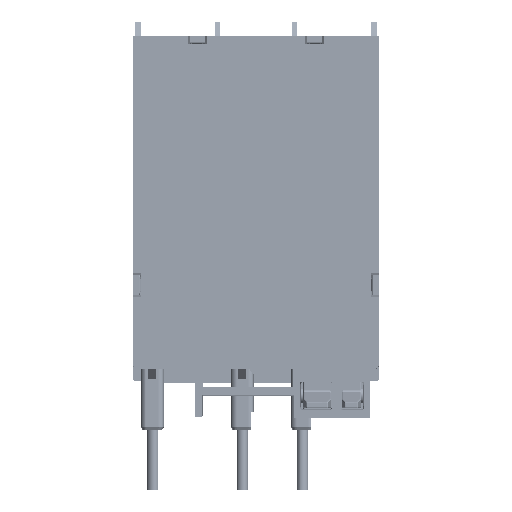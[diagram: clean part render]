
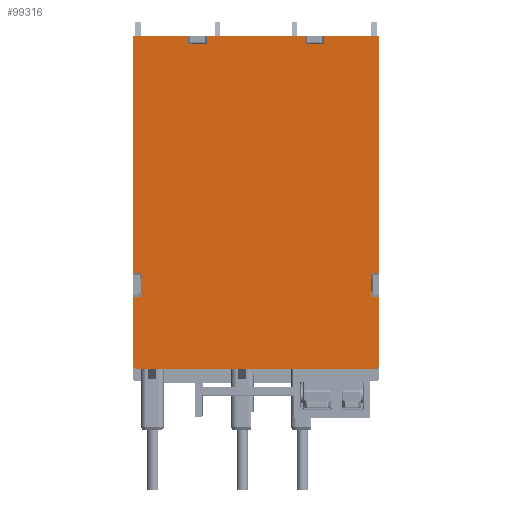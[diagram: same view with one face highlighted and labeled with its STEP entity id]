
A CAD part, front view. The second image highlights one B-rep face of the part: STEP entity #99316.
In plain terms, the highlighted planar face has unit normal (0, -1, 0).
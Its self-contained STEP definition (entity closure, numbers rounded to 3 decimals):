
#90661=DIRECTION('',(1.,0.,0.));
#90662=VECTOR('',#90661,1.461);
#90663=CARTESIAN_POINT('',(-22.361,-1.3,-36.095));
#90664=LINE('',#90663,#90662);
#90665=DIRECTION('',(0.,0.,-1.));
#90666=VECTOR('',#90665,4.39);
#90667=CARTESIAN_POINT('',(-20.9,-1.3,-31.705));
#90668=LINE('',#90667,#90666);
#90669=DIRECTION('',(1.,0.,0.));
#90670=VECTOR('',#90669,1.461);
#90671=CARTESIAN_POINT('',(-22.361,-1.3,-31.705));
#90672=LINE('',#90671,#90670);
#90673=DIRECTION('',(0.,0.,1.));
#90674=VECTOR('',#90673,43.305);
#90675=CARTESIAN_POINT('',(-22.361,-1.3,-31.705));
#90676=LINE('',#90675,#90674);
#90677=DIRECTION('',(1.,0.,0.));
#90678=VECTOR('',#90677,9.957);
#90679=CARTESIAN_POINT('',(-22.361,-1.3,11.6));
#90680=LINE('',#90679,#90678);
#90681=DIRECTION('',(0.,0.,-1.));
#90682=VECTOR('',#90681,1.5);
#90683=CARTESIAN_POINT('',(-12.404,-1.3,11.6));
#90684=LINE('',#90683,#90682);
#90685=DIRECTION('',(-1.,0.,0.));
#90686=VECTOR('',#90685,3.407);
#90687=CARTESIAN_POINT('',(-8.996,-1.3,10.1));
#90688=LINE('',#90687,#90686);
#90689=DIRECTION('',(0.,0.,-1.));
#90690=VECTOR('',#90689,1.5);
#90691=CARTESIAN_POINT('',(-8.996,-1.3,11.6));
#90692=LINE('',#90691,#90690);
#90693=DIRECTION('',(1.,0.,0.));
#90694=VECTOR('',#90693,17.993);
#90695=CARTESIAN_POINT('',(-8.996,-1.3,11.6));
#90696=LINE('',#90695,#90694);
#90697=DIRECTION('',(0.,0.,-1.));
#90698=VECTOR('',#90697,1.5);
#90699=CARTESIAN_POINT('',(8.996,-1.3,11.6));
#90700=LINE('',#90699,#90698);
#90701=DIRECTION('',(-1.,0.,0.));
#90702=VECTOR('',#90701,3.407);
#90703=CARTESIAN_POINT('',(12.404,-1.3,10.1));
#90704=LINE('',#90703,#90702);
#90705=DIRECTION('',(0.,0.,-1.));
#90706=VECTOR('',#90705,1.5);
#90707=CARTESIAN_POINT('',(12.404,-1.3,11.6));
#90708=LINE('',#90707,#90706);
#90709=DIRECTION('',(1.,0.,0.));
#90710=VECTOR('',#90709,9.957);
#90711=CARTESIAN_POINT('',(12.404,-1.3,11.6));
#90712=LINE('',#90711,#90710);
#90713=DIRECTION('',(0.,0.,-1.));
#90714=VECTOR('',#90713,43.305);
#90715=CARTESIAN_POINT('',(22.361,-1.3,11.6));
#90716=LINE('',#90715,#90714);
#90717=DIRECTION('',(-1.,0.,0.));
#90718=VECTOR('',#90717,1.461);
#90719=CARTESIAN_POINT('',(22.361,-1.3,-31.705));
#90720=LINE('',#90719,#90718);
#90721=DIRECTION('',(0.,0.,-1.));
#90722=VECTOR('',#90721,4.39);
#90723=CARTESIAN_POINT('',(20.9,-1.3,-31.705));
#90724=LINE('',#90723,#90722);
#90725=DIRECTION('',(-1.,0.,0.));
#90726=VECTOR('',#90725,1.461);
#90727=CARTESIAN_POINT('',(22.361,-1.3,-36.095));
#90728=LINE('',#90727,#90726);
#90729=DIRECTION('',(0.,0.,-1.));
#90730=VECTOR('',#90729,12.316);
#90731=CARTESIAN_POINT('',(22.361,-1.3,-36.095));
#90732=LINE('',#90731,#90730);
#90750=CARTESIAN_POINT('',(21.561,-1.3,-49.211));
#90751=CARTESIAN_POINT('',(21.594,-1.3,-49.211));
#90752=CARTESIAN_POINT('',(21.657,-1.3,-49.207));
#90753=CARTESIAN_POINT('',(21.77,-1.3,-49.186));
#90754=CARTESIAN_POINT('',(21.893,-1.3,-49.143));
#90755=CARTESIAN_POINT('',(22.021,-1.3,-49.071));
#90756=CARTESIAN_POINT('',(22.129,-1.3,-48.979));
#90757=CARTESIAN_POINT('',(22.221,-1.3,-48.871));
#90758=CARTESIAN_POINT('',(22.293,-1.3,-48.743));
#90759=CARTESIAN_POINT('',(22.336,-1.3,-48.62));
#90760=CARTESIAN_POINT('',(22.357,-1.3,-48.507));
#90761=CARTESIAN_POINT('',(22.361,-1.3,-48.444));
#90762=CARTESIAN_POINT('',(22.361,-1.3,-48.411));
#95585=DIRECTION('',(-1.,0.,0.));
#95586=VECTOR('',#95585,43.122);
#95587=CARTESIAN_POINT('',(21.561,-1.3,-49.211));
#95588=LINE('',#95587,#95586);
#96770=CARTESIAN_POINT('',(-22.361,-1.3,-48.411));
#96771=CARTESIAN_POINT('',(-22.361,-1.3,-48.444));
#96772=CARTESIAN_POINT('',(-22.357,-1.3,-48.507));
#96773=CARTESIAN_POINT('',(-22.336,-1.3,-48.62));
#96774=CARTESIAN_POINT('',(-22.293,-1.3,-48.743));
#96775=CARTESIAN_POINT('',(-22.221,-1.3,-48.871));
#96776=CARTESIAN_POINT('',(-22.129,-1.3,-48.979));
#96777=CARTESIAN_POINT('',(-22.021,-1.3,-49.071));
#96778=CARTESIAN_POINT('',(-21.893,-1.3,-49.143));
#96779=CARTESIAN_POINT('',(-21.77,-1.3,-49.186));
#96780=CARTESIAN_POINT('',(-21.657,-1.3,-49.207));
#96781=CARTESIAN_POINT('',(-21.594,-1.3,-49.211));
#96782=CARTESIAN_POINT('',(-21.561,-1.3,-49.211));
#96830=DIRECTION('',(0.,0.,-1.));
#96831=VECTOR('',#96830,12.316);
#96832=CARTESIAN_POINT('',(-22.361,-1.3,-36.095));
#96833=LINE('',#96832,#96831);
#98510=CARTESIAN_POINT('',(20.9,-1.3,-31.705));
#98511=CARTESIAN_POINT('',(20.9,-1.3,-36.095));
#98512=VERTEX_POINT('',#98510);
#98513=VERTEX_POINT('',#98511);
#98518=CARTESIAN_POINT('',(-20.9,-1.3,-31.705));
#98519=CARTESIAN_POINT('',(-20.9,-1.3,-36.095));
#98520=VERTEX_POINT('',#98518);
#98521=VERTEX_POINT('',#98519);
#98551=CARTESIAN_POINT('',(-8.996,-1.3,11.6));
#98553=VERTEX_POINT('',#98551);
#98555=CARTESIAN_POINT('',(-12.404,-1.3,11.6));
#98557=VERTEX_POINT('',#98555);
#98559=CARTESIAN_POINT('',(12.404,-1.3,11.6));
#98561=VERTEX_POINT('',#98559);
#98563=CARTESIAN_POINT('',(8.996,-1.3,11.6));
#98565=VERTEX_POINT('',#98563);
#98578=CARTESIAN_POINT('',(-8.996,-1.3,10.1));
#98579=VERTEX_POINT('',#98578);
#98580=CARTESIAN_POINT('',(-12.404,-1.3,10.1));
#98581=VERTEX_POINT('',#98580);
#98582=CARTESIAN_POINT('',(12.404,-1.3,10.1));
#98583=VERTEX_POINT('',#98582);
#98584=CARTESIAN_POINT('',(8.996,-1.3,10.1));
#98585=VERTEX_POINT('',#98584);
#98706=CARTESIAN_POINT('',(22.361,-1.3,-31.705));
#98708=VERTEX_POINT('',#98706);
#98710=CARTESIAN_POINT('',(22.361,-1.3,-36.095));
#98712=VERTEX_POINT('',#98710);
#98714=CARTESIAN_POINT('',(-22.361,-1.3,-31.705));
#98716=VERTEX_POINT('',#98714);
#98718=CARTESIAN_POINT('',(-22.361,-1.3,-36.095));
#98720=VERTEX_POINT('',#98718);
#98863=CARTESIAN_POINT('',(22.361,-1.3,-48.411));
#98865=VERTEX_POINT('',#98863);
#98867=CARTESIAN_POINT('',(21.561,-1.3,-49.211));
#98869=VERTEX_POINT('',#98867);
#98871=CARTESIAN_POINT('',(-21.561,-1.3,-49.211));
#98873=VERTEX_POINT('',#98871);
#98875=CARTESIAN_POINT('',(-22.361,-1.3,-48.411));
#98877=VERTEX_POINT('',#98875);
#98941=CARTESIAN_POINT('',(-22.361,-1.3,11.6));
#98943=VERTEX_POINT('',#98941);
#98945=CARTESIAN_POINT('',(22.361,-1.3,11.6));
#98947=VERTEX_POINT('',#98945);
#99265=CARTESIAN_POINT('',(0.,-1.3,11.6));
#99266=DIRECTION('',(0.,1.,0.));
#99267=DIRECTION('',(1.,0.,0.));
#99268=AXIS2_PLACEMENT_3D('',#99265,#99266,#99267);
#99269=PLANE('',#99268);
#99271=ORIENTED_EDGE('',*,*,#99270,.F.);
#99273=ORIENTED_EDGE('',*,*,#99272,.T.);
#99275=ORIENTED_EDGE('',*,*,#99274,.F.);
#99277=ORIENTED_EDGE('',*,*,#99276,.F.);
#99279=ORIENTED_EDGE('',*,*,#99278,.T.);
#99281=ORIENTED_EDGE('',*,*,#99280,.F.);
#99283=ORIENTED_EDGE('',*,*,#99282,.F.);
#99285=ORIENTED_EDGE('',*,*,#99284,.T.);
#99287=ORIENTED_EDGE('',*,*,#99286,.T.);
#99289=ORIENTED_EDGE('',*,*,#99288,.T.);
#99291=ORIENTED_EDGE('',*,*,#99290,.F.);
#99293=ORIENTED_EDGE('',*,*,#99292,.F.);
#99295=ORIENTED_EDGE('',*,*,#99294,.T.);
#99297=ORIENTED_EDGE('',*,*,#99296,.T.);
#99299=ORIENTED_EDGE('',*,*,#99298,.F.);
#99301=ORIENTED_EDGE('',*,*,#99300,.F.);
#99303=ORIENTED_EDGE('',*,*,#99302,.T.);
#99305=ORIENTED_EDGE('',*,*,#99304,.T.);
#99307=ORIENTED_EDGE('',*,*,#99306,.T.);
#99309=ORIENTED_EDGE('',*,*,#99308,.T.);
#99311=ORIENTED_EDGE('',*,*,#99310,.F.);
#99313=ORIENTED_EDGE('',*,*,#99312,.T.);
#99314=EDGE_LOOP('',(#99271,#99273,#99275,#99277,#99279,#99281,#99283,#99285,
#99287,#99289,#99291,#99293,#99295,#99297,#99299,#99301,#99303,#99305,#99307,
#99309,#99311,#99313));
#99315=FACE_OUTER_BOUND('',#99314,.F.);
#99316=ADVANCED_FACE('',(#99315),#99269,.F.);
#90763=B_SPLINE_CURVE_WITH_KNOTS('',3,(#90750,#90751,#90752,#90753,#90754,
#90755,#90756,#90757,#90758,#90759,#90760,#90761,#90762),.UNSPECIFIED.,.F.,.F.,(
4,1,1,1,1,1,1,1,1,1,4),(0.,0.063,0.125,0.25,0.375,0.5,0.625,
0.75,0.875,0.938,1.),.UNSPECIFIED.);
#96783=B_SPLINE_CURVE_WITH_KNOTS('',3,(#96770,#96771,#96772,#96773,#96774,
#96775,#96776,#96777,#96778,#96779,#96780,#96781,#96782),.UNSPECIFIED.,.F.,.F.,(
4,1,1,1,1,1,1,1,1,1,4),(0.,0.063,0.125,0.25,0.375,0.5,0.625,
0.75,0.875,0.938,1.),.UNSPECIFIED.);
#99270=EDGE_CURVE('',#98869,#98865,#90763,.T.);
#99272=EDGE_CURVE('',#98869,#98873,#95588,.T.);
#99274=EDGE_CURVE('',#98877,#98873,#96783,.T.);
#99276=EDGE_CURVE('',#98720,#98877,#96833,.T.);
#99278=EDGE_CURVE('',#98720,#98521,#90664,.T.);
#99280=EDGE_CURVE('',#98520,#98521,#90668,.T.);
#99282=EDGE_CURVE('',#98716,#98520,#90672,.T.);
#99284=EDGE_CURVE('',#98716,#98943,#90676,.T.);
#99286=EDGE_CURVE('',#98943,#98557,#90680,.T.);
#99288=EDGE_CURVE('',#98557,#98581,#90684,.T.);
#99290=EDGE_CURVE('',#98579,#98581,#90688,.T.);
#99292=EDGE_CURVE('',#98553,#98579,#90692,.T.);
#99294=EDGE_CURVE('',#98553,#98565,#90696,.T.);
#99296=EDGE_CURVE('',#98565,#98585,#90700,.T.);
#99298=EDGE_CURVE('',#98583,#98585,#90704,.T.);
#99300=EDGE_CURVE('',#98561,#98583,#90708,.T.);
#99302=EDGE_CURVE('',#98561,#98947,#90712,.T.);
#99304=EDGE_CURVE('',#98947,#98708,#90716,.T.);
#99306=EDGE_CURVE('',#98708,#98512,#90720,.T.);
#99308=EDGE_CURVE('',#98512,#98513,#90724,.T.);
#99310=EDGE_CURVE('',#98712,#98513,#90728,.T.);
#99312=EDGE_CURVE('',#98712,#98865,#90732,.T.);
